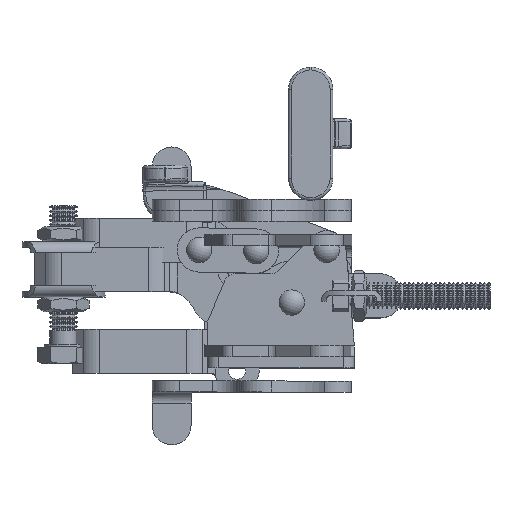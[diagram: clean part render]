
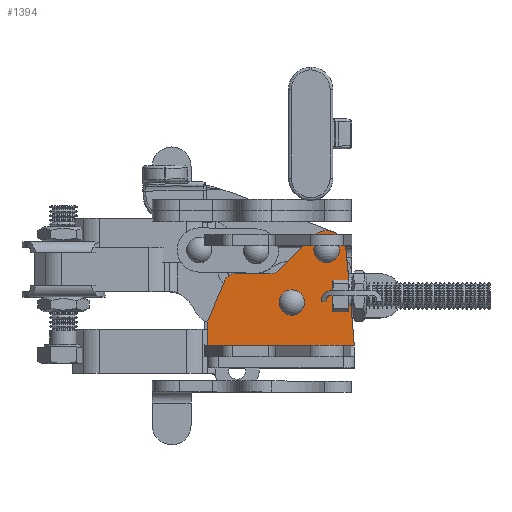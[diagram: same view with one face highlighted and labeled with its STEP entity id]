
A CAD part, top view. The second image highlights one B-rep face of the part: STEP entity #1394.
In plain terms, the highlighted face is planar.
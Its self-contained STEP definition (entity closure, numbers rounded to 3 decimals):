
#1394 = ADVANCED_FACE( '', ( #3025, #3026, #3027 ), #3028, .F. );
#3025 = FACE_OUTER_BOUND( '', #5333, .T. );
#3026 = FACE_BOUND( '', #5334, .T. );
#3027 = FACE_BOUND( '', #5335, .T. );
#3028 = PLANE( '', #5336 );
#5333 = EDGE_LOOP( '', ( #8829, #8830, #8831, #8832, #8833, #8834, #8835, #8836, #8837, #8838, #8839 ) );
#5334 = EDGE_LOOP( '', ( #8840 ) );
#5335 = EDGE_LOOP( '', ( #8841 ) );
#5336 = AXIS2_PLACEMENT_3D( '', #8842, #8843, #8844 );
#8829 = ORIENTED_EDGE( '', *, *, #10070, .F. );
#8830 = ORIENTED_EDGE( '', *, *, #10820, .F. );
#8831 = ORIENTED_EDGE( '', *, *, #9643, .F. );
#8832 = ORIENTED_EDGE( '', *, *, #10778, .F. );
#8833 = ORIENTED_EDGE( '', *, *, #10724, .F. );
#8834 = ORIENTED_EDGE( '', *, *, #10821, .F. );
#8835 = ORIENTED_EDGE( '', *, *, #10373, .F. );
#8836 = ORIENTED_EDGE( '', *, *, #10664, .F. );
#8837 = ORIENTED_EDGE( '', *, *, #10822, .F. );
#8838 = ORIENTED_EDGE( '', *, *, #10017, .F. );
#8839 = ORIENTED_EDGE( '', *, *, #10722, .F. );
#8840 = ORIENTED_EDGE( '', *, *, #10168, .F. );
#8841 = ORIENTED_EDGE( '', *, *, #10475, .F. );
#8842 = CARTESIAN_POINT( '', ( 0., 9., -9.178 ) );
#8843 = DIRECTION( '', ( 0., 1., 0. ) );
#8844 = DIRECTION( '', ( -1., 0., 0. ) );
#9643 = EDGE_CURVE( '', #11180, #11181, #11182, .T. );
#10017 = EDGE_CURVE( '', #11803, #11804, #11805, .T. );
#10070 = EDGE_CURVE( '', #11885, #11879, #11887, .T. );
#10168 = EDGE_CURVE( '', #12030, #12030, #12031, .T. );
#10373 = EDGE_CURVE( '', #12335, #12336, #12337, .T. );
#10475 = EDGE_CURVE( '', #12484, #12484, #12485, .T. );
#10664 = EDGE_CURVE( '', #12734, #12335, #12735, .T. );
#10722 = EDGE_CURVE( '', #11879, #11803, #12805, .T. );
#10724 = EDGE_CURVE( '', #12807, #12808, #12809, .T. );
#10778 = EDGE_CURVE( '', #12808, #11180, #12875, .T. );
#10820 = EDGE_CURVE( '', #11181, #11885, #12924, .T. );
#10821 = EDGE_CURVE( '', #12336, #12807, #12925, .T. );
#10822 = EDGE_CURVE( '', #11804, #12734, #12926, .T. );
#11180 = VERTEX_POINT( '', #13559 );
#11181 = VERTEX_POINT( '', #13560 );
#11182 = LINE( '', #13561, #13562 );
#11803 = VERTEX_POINT( '', #14897 );
#11804 = VERTEX_POINT( '', #14898 );
#11805 = CIRCLE( '', #14899, 2. );
#11879 = VERTEX_POINT( '', #14987 );
#11885 = VERTEX_POINT( '', #14996 );
#11887 = LINE( '', #14998, #14999 );
#12030 = VERTEX_POINT( '', #15378 );
#12031 = CIRCLE( '', #15379, 1.55 );
#12335 = VERTEX_POINT( '', #15911 );
#12336 = VERTEX_POINT( '', #15912 );
#12337 = LINE( '', #15913, #15914 );
#12484 = VERTEX_POINT( '', #16158 );
#12485 = CIRCLE( '', #16159, 1.55 );
#12734 = VERTEX_POINT( '', #16555 );
#12735 = CIRCLE( '', #16556, 2. );
#12805 = LINE( '', #16738, #16739 );
#12807 = VERTEX_POINT( '', #16741 );
#12808 = VERTEX_POINT( '', #16742 );
#12809 = LINE( '', #16743, #16744 );
#12875 = CIRCLE( '', #16844, 3.5 );
#12924 = LINE( '', #17001, #17002 );
#12925 = CIRCLE( '', #17003, 2. );
#12926 = LINE( '', #17004, #17005 );
#13559 = CARTESIAN_POINT( '', ( -1.513, 9., 19.627 ) );
#13560 = CARTESIAN_POINT( '', ( 0., 9., 2.329 ) );
#13561 = CARTESIAN_POINT( '', ( -1.513, 9., 19.627 ) );
#13562 = VECTOR( '', #17313, 1000. );
#14897 = CARTESIAN_POINT( '', ( -26.5, 9., 6.025 ) );
#14898 = CARTESIAN_POINT( '', ( -26.341, 9., 6.806 ) );
#14899 = AXIS2_PLACEMENT_3D( '', #17764, #17765, #17766 );
#14987 = CARTESIAN_POINT( '', ( -26.5, 9., 2. ) );
#14996 = CARTESIAN_POINT( '', ( 0., 9., 2. ) );
#14998 = CARTESIAN_POINT( '', ( 0., 9., 2. ) );
#14999 = VECTOR( '', #17859, 1000. );
#15378 = CARTESIAN_POINT( '', ( -3.45, 9., 19.322 ) );
#15379 = AXIS2_PLACEMENT_3D( '', #17970, #17971, #17972 );
#15911 = CARTESIAN_POINT( '', ( -21.53, 9., 15.022 ) );
#15912 = CARTESIAN_POINT( '', ( -15.078, 9., 15.022 ) );
#15913 = CARTESIAN_POINT( '', ( -21.53, 9., 15.022 ) );
#15914 = VECTOR( '', #18229, 1000. );
#16158 = CARTESIAN_POINT( '', ( -9.75, 9., 9.822 ) );
#16159 = AXIS2_PLACEMENT_3D( '', #18354, #18355, #18356 );
#16555 = CARTESIAN_POINT( '', ( -23.371, 9., 13.803 ) );
#16556 = AXIS2_PLACEMENT_3D( '', #18574, #18575, #18576 );
#16738 = CARTESIAN_POINT( '', ( -26.5, 9., -9.178 ) );
#16739 = VECTOR( '', #18624, 1000. );
#16741 = CARTESIAN_POINT( '', ( -13.664, 9., 15.607 ) );
#16742 = CARTESIAN_POINT( '', ( -7.475, 9., 21.797 ) );
#16743 = CARTESIAN_POINT( '', ( -7.475, 9., 21.797 ) );
#16744 = VECTOR( '', #18625, 1000. );
#16844 = AXIS2_PLACEMENT_3D( '', #18677, #18678, #18679 );
#17001 = CARTESIAN_POINT( '', ( 0., 9., 22.822 ) );
#17002 = VECTOR( '', #18714, 1000. );
#17003 = AXIS2_PLACEMENT_3D( '', #18715, #18716, #18717 );
#17004 = CARTESIAN_POINT( '', ( -26.341, 9., 6.806 ) );
#17005 = VECTOR( '', #18718, 1000. );
#17313 = DIRECTION( '', ( 0.087, 0., -0.996 ) );
#17764 = CARTESIAN_POINT( '', ( -24.5, 9., 6.025 ) );
#17765 = DIRECTION( '', ( 0., 1., 0. ) );
#17766 = DIRECTION( '', ( 1., 0., 0. ) );
#17859 = DIRECTION( '', ( -1., 0., 0. ) );
#17970 = CARTESIAN_POINT( '', ( -5., 9., 19.322 ) );
#17971 = DIRECTION( '', ( 0., -1., 0. ) );
#17972 = DIRECTION( '', ( 1., 0., 0. ) );
#18229 = DIRECTION( '', ( 1., 0., 0. ) );
#18354 = CARTESIAN_POINT( '', ( -11.3, 9., 9.822 ) );
#18355 = DIRECTION( '', ( 0., -1., 0. ) );
#18356 = DIRECTION( '', ( 1., 0., 0. ) );
#18574 = CARTESIAN_POINT( '', ( -21.53, 9., 13.022 ) );
#18575 = DIRECTION( '', ( 0., 1., 0. ) );
#18576 = DIRECTION( '', ( 1., 0., 0. ) );
#18624 = DIRECTION( '', ( 0., 0., 1. ) );
#18625 = DIRECTION( '', ( 0.707, 0., 0.707 ) );
#18677 = CARTESIAN_POINT( '', ( -5., 9., 19.322 ) );
#18678 = DIRECTION( '', ( 0., 1., 0. ) );
#18679 = DIRECTION( '', ( 1., 0., 0. ) );
#18714 = DIRECTION( '', ( 0., 0., -1. ) );
#18715 = CARTESIAN_POINT( '', ( -15.078, 9., 17.022 ) );
#18716 = DIRECTION( '', ( 0., -1., 0. ) );
#18717 = DIRECTION( '', ( 1., 0., 0. ) );
#18718 = DIRECTION( '', ( 0.391, 0., 0.921 ) );
